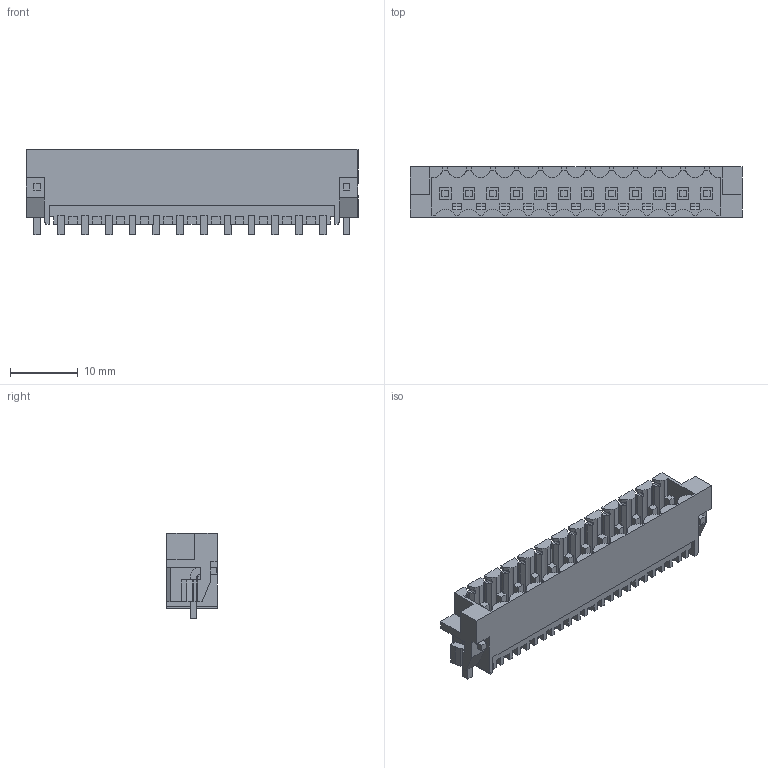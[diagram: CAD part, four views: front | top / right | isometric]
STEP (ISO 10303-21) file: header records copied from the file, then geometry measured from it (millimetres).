
FILE_DESCRIPTION(('CATIA V5 STEP Exchange','CAx-IF Rec.Pracs.--- Model Styling and Organization---1.2---2011-12-15'),'2;1');
FILE_NAME ('D1450767_0_1291410000_1291410000.stp','2018-03-20T09:36:44+00:00',('none'),('Weidmueller'),'CATIA Version 5-6 Release 2014','CATIA V5 STEP AP214','none');
FILE_SCHEMA(('AUTOMOTIVE_DESIGN { 1 0 10303 214 1 1 1 1 }'));
Length unit declared in the file: millimetre
Products named in the file (1): 1291410000
Bounding box: 48.85 x 7.45 x 12.55 mm (x, y, z)
Volume: 1585.4 mm3; surface area: 4357.2 mm2
Topology: 15 solids, 15 shells, 981 faces, 2897 edges, 1967 vertices
Faces by surface type: plane 889, cylinder 92
Entity records: 31101 total; most frequent: ORIENTED_EDGE 5794, CARTESIAN_POINT 5728, DIRECTION 3905, EDGE_CURVE 2897, VECTOR 2665, LINE 2665, VERTEX_POINT 1967, EDGE_LOOP 1030
